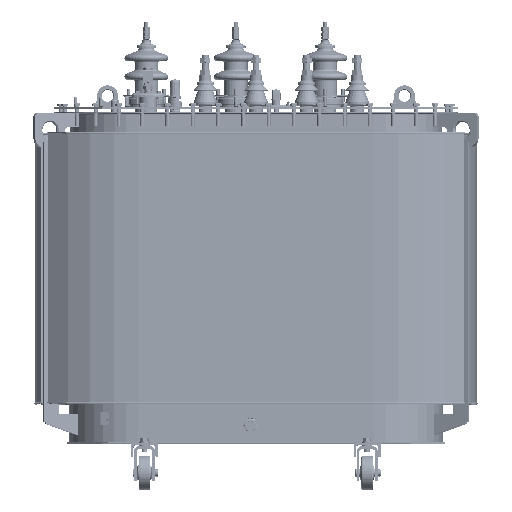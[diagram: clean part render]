
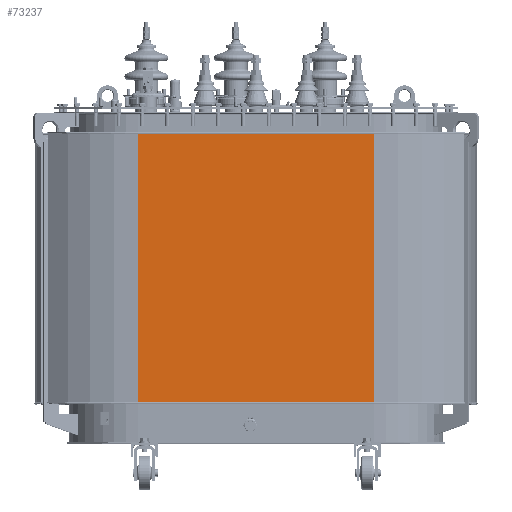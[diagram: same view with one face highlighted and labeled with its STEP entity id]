
A CAD part, top view. The second image highlights one B-rep face of the part: STEP entity #73237.
In plain terms, the highlighted planar face has unit normal (0, 0, 1).
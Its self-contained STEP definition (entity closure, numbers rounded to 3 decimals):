
#7006=LINE('',#133274,#11756);
#7059=LINE('',#133433,#11809);
#7060=LINE('',#133435,#11810);
#7061=LINE('',#133436,#11811);
#11756=VECTOR('',#96629,800.);
#11809=VECTOR('',#96788,800.);
#11810=VECTOR('',#96791,700.);
#11811=VECTOR('',#96792,700.);
#14144=PLANE('',#79576);
#21145=FACE_OUTER_BOUND('',#27199,.T.);
#27199=EDGE_LOOP('',(#63740,#63741,#63742,#63743));
#35976=VERTEX_POINT('',#133270);
#35978=VERTEX_POINT('',#133273);
#36030=VERTEX_POINT('',#133429);
#36031=VERTEX_POINT('',#133431);
#45199=EDGE_CURVE('',#35976,#35978,#7006,.T.);
#45279=EDGE_CURVE('',#36030,#36031,#7059,.T.);
#45280=EDGE_CURVE('',#36030,#35976,#7060,.T.);
#45281=EDGE_CURVE('',#35978,#36031,#7061,.T.);
#63740=ORIENTED_EDGE('',*,*,#45280,.F.);
#63741=ORIENTED_EDGE('',*,*,#45279,.T.);
#63742=ORIENTED_EDGE('',*,*,#45281,.F.);
#63743=ORIENTED_EDGE('',*,*,#45199,.F.);
#73237=ADVANCED_FACE('',(#21145),#14144,.T.);
#79576=AXIS2_PLACEMENT_3D('',#133434,#96789,#96790);
#96629=DIRECTION('',(0.,-1.,0.));
#96788=DIRECTION('',(0.,-1.,0.));
#96789=DIRECTION('center_axis',(0.,0.,1.));
#96790=DIRECTION('ref_axis',(-1.,0.,0.));
#96791=DIRECTION('',(1.,0.,0.));
#96792=DIRECTION('',(-1.,0.,0.));
#133270=CARTESIAN_POINT('',(350.,915.,415.));
#133273=CARTESIAN_POINT('',(350.,115.,415.));
#133274=CARTESIAN_POINT('',(350.,915.,415.));
#133429=CARTESIAN_POINT('',(-350.,915.,415.));
#133431=CARTESIAN_POINT('',(-350.,115.,415.));
#133433=CARTESIAN_POINT('',(-350.,915.,415.));
#133434=CARTESIAN_POINT('Origin',(350.,915.,415.));
#133435=CARTESIAN_POINT('',(0.,915.,415.));
#133436=CARTESIAN_POINT('',(0.,115.,415.));
